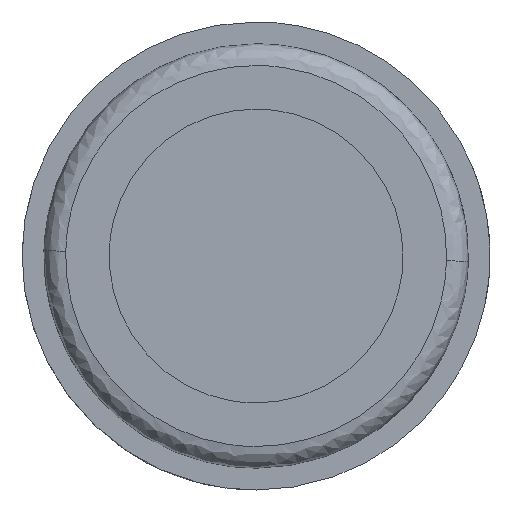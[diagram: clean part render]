
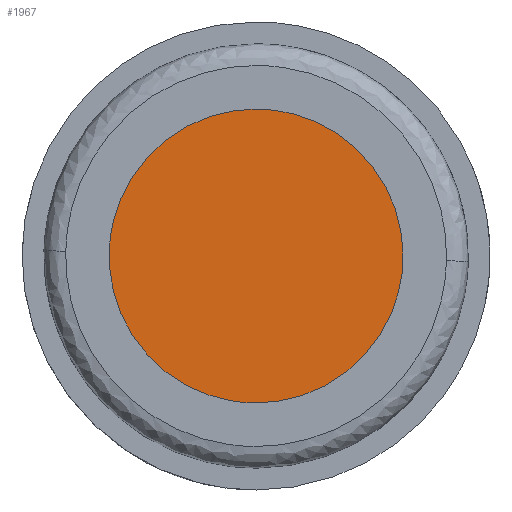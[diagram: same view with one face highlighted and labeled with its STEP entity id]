
A CAD part, front view. The second image highlights one B-rep face of the part: STEP entity #1967.
In plain terms, the highlighted free-form (B-spline) face has degree [1, 1] with [2, 2] control points.
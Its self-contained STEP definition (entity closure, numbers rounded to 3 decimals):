
#894=CARTESIAN_POINT('',(13.406,10.7,-1.593));
#895=VERTEX_POINT('',#894);
#896=CARTESIAN_POINT('',(0.0,10.7,13.5));
#897=VERTEX_POINT('',#896);
#898=CARTESIAN_POINT('',(13.406,10.7,-1.593));
#899=CARTESIAN_POINT('',(13.5,10.7,-0.8));
#900=CARTESIAN_POINT('',(13.5,10.7,0.));
#901=CARTESIAN_POINT('',(13.5,10.7,13.5));
#902=CARTESIAN_POINT('',(0.0,10.7,13.5));
#910=(BOUNDED_CURVE()B_SPLINE_CURVE(2,(#898,#899,#900,#901,#902),.UNSPECIFIED.,.F.,.U.)B_SPLINE_CURVE_WITH_KNOTS((3,2,3),(0.23,0.25,0.5),.UNSPECIFIED.)CURVE()GEOMETRIC_REPRESENTATION_ITEM()RATIONAL_B_SPLINE_CURVE((0.956,0.976,1.0,0.707,1.0))REPRESENTATION_ITEM(''));
#911=EDGE_CURVE('',#895,#897,#910,.T.);
#952=CARTESIAN_POINT('',(-13.475,10.7,0.824));
#953=VERTEX_POINT('',#952);
#959=CARTESIAN_POINT('',(0.0,10.7,13.5));
#960=CARTESIAN_POINT('',(-12.7,10.7,13.5));
#961=CARTESIAN_POINT('',(-13.475,10.7,0.824));
#969=(BOUNDED_CURVE()B_SPLINE_CURVE(2,(#959,#960,#961),.UNSPECIFIED.,.F.,.U.)B_SPLINE_CURVE_WITH_KNOTS((3,3),(0.5,0.739),.UNSPECIFIED.)CURVE()GEOMETRIC_REPRESENTATION_ITEM()RATIONAL_B_SPLINE_CURVE((1.0,0.72,0.976))REPRESENTATION_ITEM(''));
#970=EDGE_CURVE('',#897,#953,#969,.T.);
#993=CARTESIAN_POINT('',(0.0,10.7,-13.5));
#994=VERTEX_POINT('',#993);
#995=CARTESIAN_POINT('',(0.0,10.7,-13.5));
#996=CARTESIAN_POINT('',(11.99,10.7,-13.5));
#997=CARTESIAN_POINT('',(13.406,10.7,-1.593));
#1005=(BOUNDED_CURVE()B_SPLINE_CURVE(2,(#995,#996,#997),.UNSPECIFIED.,.F.,.U.)B_SPLINE_CURVE_WITH_KNOTS((3,3),(0.0,0.23),.UNSPECIFIED.)CURVE()GEOMETRIC_REPRESENTATION_ITEM()RATIONAL_B_SPLINE_CURVE((1.0,0.731,0.956))REPRESENTATION_ITEM(''));
#1006=EDGE_CURVE('',#994,#895,#1005,.T.);
#1008=CARTESIAN_POINT('',(-13.475,10.7,0.824));
#1009=CARTESIAN_POINT('',(-13.5,10.7,0.412));
#1010=CARTESIAN_POINT('',(-13.5,10.7,0.));
#1011=CARTESIAN_POINT('',(-13.5,10.7,-13.5));
#1012=CARTESIAN_POINT('',(0.0,10.7,-13.5));
#1020=(BOUNDED_CURVE()B_SPLINE_CURVE(2,(#1008,#1009,#1010,#1011,#1012),.UNSPECIFIED.,.F.,.U.)B_SPLINE_CURVE_WITH_KNOTS((3,2,3),(0.739,0.75,1.0),.UNSPECIFIED.)CURVE()GEOMETRIC_REPRESENTATION_ITEM()RATIONAL_B_SPLINE_CURVE((0.976,0.988,1.0,0.707,1.0))REPRESENTATION_ITEM(''));
#1021=EDGE_CURVE('',#953,#994,#1020,.T.);
#1956=CARTESIAN_POINT('',(-14.848,10.7,-14.849));
#1957=CARTESIAN_POINT('',(-14.848,10.7,14.849));
#1958=CARTESIAN_POINT('',(14.848,10.7,-14.849));
#1959=CARTESIAN_POINT('',(14.848,10.7,14.849));
#1960=B_SPLINE_SURFACE_WITH_KNOTS('',1,1,((#1956,#1958),(#1957,#1959)),.UNSPECIFIED.,.F.,.F.,.U.,(2,2),(2,2),(0.0,29.697),(0.0,29.697),.UNSPECIFIED.);
#1961=ORIENTED_EDGE('',*,*,#1006,.T.);
#1962=ORIENTED_EDGE('',*,*,#911,.T.);
#1963=ORIENTED_EDGE('',*,*,#970,.T.);
#1964=ORIENTED_EDGE('',*,*,#1021,.T.);
#1965=EDGE_LOOP('',(#1961,#1962,#1963,#1964));
#1966=FACE_OUTER_BOUND('',#1965,.T.);
#1967=ADVANCED_FACE('',(#1966),#1960,.F.);
